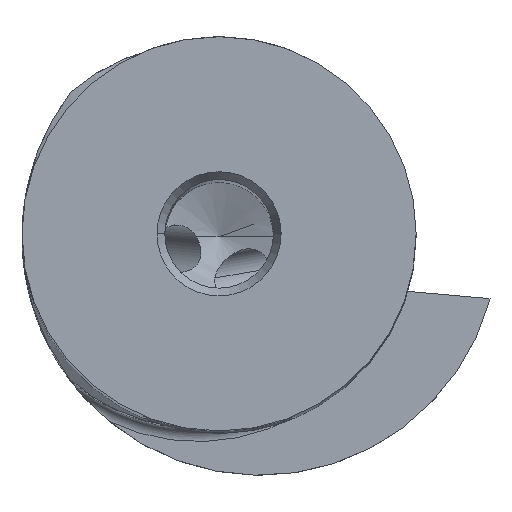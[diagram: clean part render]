
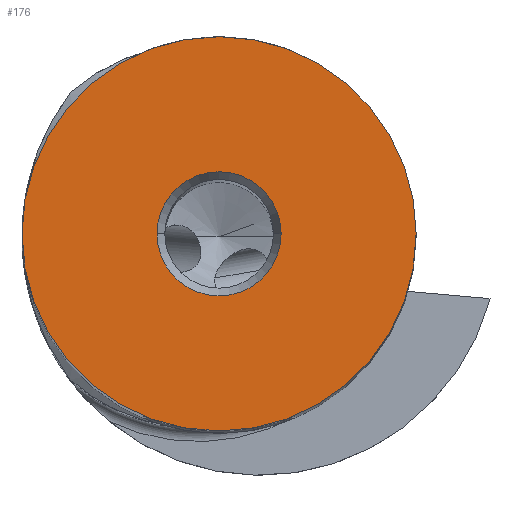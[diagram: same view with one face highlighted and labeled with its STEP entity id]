
A CAD part, top view. The second image highlights one B-rep face of the part: STEP entity #176.
In plain terms, the highlighted planar face has unit normal (0, 0, 1).
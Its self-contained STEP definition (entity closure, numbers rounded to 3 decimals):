
#68=FACE_BOUND('',#327,.T.);
#69=FACE_BOUND('',#328,.T.);
#81=PLANE('',#1366);
#176=ADVANCED_FACE('',(#68,#69),#81,.T.);
#327=EDGE_LOOP('',(#702,#703));
#328=EDGE_LOOP('',(#704,#705));
#702=ORIENTED_EDGE('',*,*,#1125,.F.);
#703=ORIENTED_EDGE('',*,*,#1132,.F.);
#704=ORIENTED_EDGE('',*,*,#1137,.F.);
#705=ORIENTED_EDGE('',*,*,#1138,.F.);
#975=VERTEX_POINT('',#2615);
#976=VERTEX_POINT('',#2616);
#985=VERTEX_POINT('',#2639);
#986=VERTEX_POINT('',#2640);
#1125=EDGE_CURVE('',#975,#976,#1253,.T.);
#1132=EDGE_CURVE('',#976,#975,#1254,.T.);
#1137=EDGE_CURVE('',#985,#986,#1255,.T.);
#1138=EDGE_CURVE('',#986,#985,#1256,.T.);
#1253=CIRCLE('',#1356,12.7);
#1254=CIRCLE('',#1360,12.7);
#1255=CIRCLE('',#1364,4.);
#1256=CIRCLE('',#1365,4.);
#1356=AXIS2_PLACEMENT_3D('',#2614,#1580,#1581);
#1360=AXIS2_PLACEMENT_3D('',#2628,#1592,#1593);
#1364=AXIS2_PLACEMENT_3D('',#2638,#1602,#1603);
#1365=AXIS2_PLACEMENT_3D('',#2641,#1604,#1605);
#1366=AXIS2_PLACEMENT_3D('',#2642,#1606,#1607);
#1580=DIRECTION('',(0.,0.,-1.));
#1581=DIRECTION('',(1.,0.,0.));
#1592=DIRECTION('',(0.,0.,-1.));
#1593=DIRECTION('',(-1.,0.,0.));
#1602=DIRECTION('',(0.,0.,1.));
#1603=DIRECTION('',(1.,0.,0.));
#1604=DIRECTION('',(0.,0.,1.));
#1605=DIRECTION('',(-1.,0.,0.));
#1606=DIRECTION('',(0.,0.,1.));
#1607=DIRECTION('',(-1.,0.,0.));
#2614=CARTESIAN_POINT('',(0.,0.,0.));
#2615=CARTESIAN_POINT('',(12.7,0.,0.));
#2616=CARTESIAN_POINT('',(-12.7,0.,0.));
#2628=CARTESIAN_POINT('',(0.,0.,0.));
#2638=CARTESIAN_POINT('',(0.,0.,0.));
#2639=CARTESIAN_POINT('',(4.,0.,0.));
#2640=CARTESIAN_POINT('',(-4.,0.,0.));
#2641=CARTESIAN_POINT('',(0.,0.,0.));
#2642=CARTESIAN_POINT('',(0.,0.,0.));
